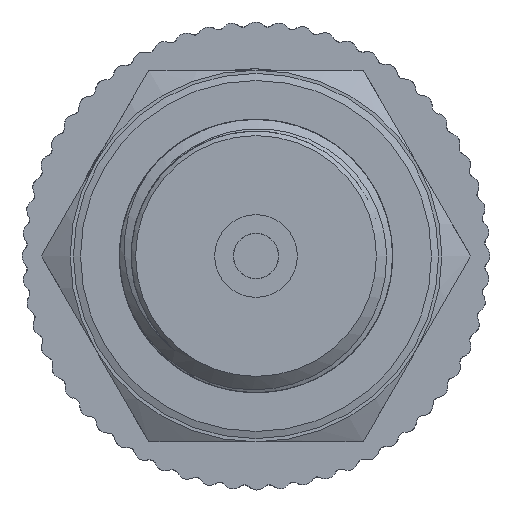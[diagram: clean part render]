
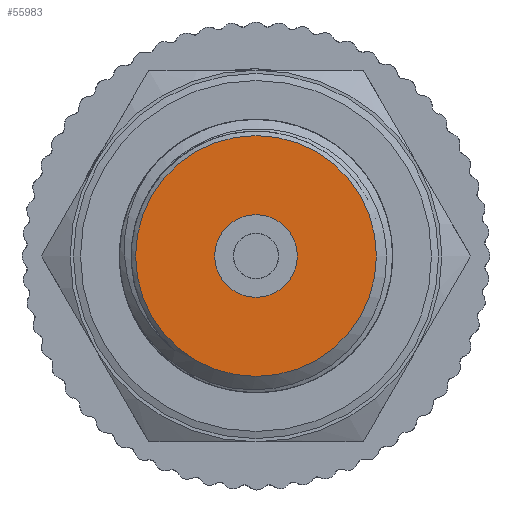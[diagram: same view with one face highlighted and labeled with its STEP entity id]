
A CAD part, left-side view. The second image highlights one B-rep face of the part: STEP entity #55983.
In plain terms, the highlighted conical face has half-angle 90 degrees and reference radius 5.875 mm.
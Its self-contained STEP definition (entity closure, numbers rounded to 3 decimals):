
#7680=CONICAL_SURFACE('',#59358,5.875,1.571);
#8315=FACE_OUTER_BOUND('',#11867,.T.);
#11867=EDGE_LOOP('',(#39054,#39055,#39056,#39057));
#15492=CIRCLE('',#59357,3.);
#15493=CIRCLE('',#59359,8.75);
#17750=LINE('',#99678,#20197);
#20197=VECTOR('',#67470,5.875);
#22974=VERTEX_POINT('',#99673);
#22975=VERTEX_POINT('',#99677);
#29150=EDGE_CURVE('',#22974,#22974,#15492,.T.);
#29152=EDGE_CURVE('',#22974,#22975,#17750,.T.);
#29153=EDGE_CURVE('',#22975,#22975,#15493,.T.);
#39054=ORIENTED_EDGE('',*,*,#29150,.T.);
#39055=ORIENTED_EDGE('',*,*,#29152,.T.);
#39056=ORIENTED_EDGE('',*,*,#29153,.F.);
#39057=ORIENTED_EDGE('',*,*,#29152,.F.);
#55983=ADVANCED_FACE('',(#8315),#7680,.F.);
#59357=AXIS2_PLACEMENT_3D('',#99674,#67465,#67466);
#59358=AXIS2_PLACEMENT_3D('',#99676,#67468,#67469);
#59359=AXIS2_PLACEMENT_3D('',#99679,#67471,#67472);
#67465=DIRECTION('center_axis',(1.,0.,0.));
#67466=DIRECTION('ref_axis',(0.,0.,-1.));
#67468=DIRECTION('center_axis',(-1.,0.,0.));
#67469=DIRECTION('ref_axis',(0.,1.,0.));
#67470=DIRECTION('',(0.,-1.,0.));
#67471=DIRECTION('center_axis',(1.,0.,0.));
#67472=DIRECTION('ref_axis',(0.,0.,-1.));
#99673=CARTESIAN_POINT('',(-67.,-3.,0.));
#99674=CARTESIAN_POINT('Origin',(-67.,0.,0.));
#99676=CARTESIAN_POINT('Origin',(-67.,0.,0.));
#99677=CARTESIAN_POINT('',(-67.,-8.75,0.));
#99678=CARTESIAN_POINT('',(-67.,-5.875,0.));
#99679=CARTESIAN_POINT('Origin',(-67.,0.,0.));
